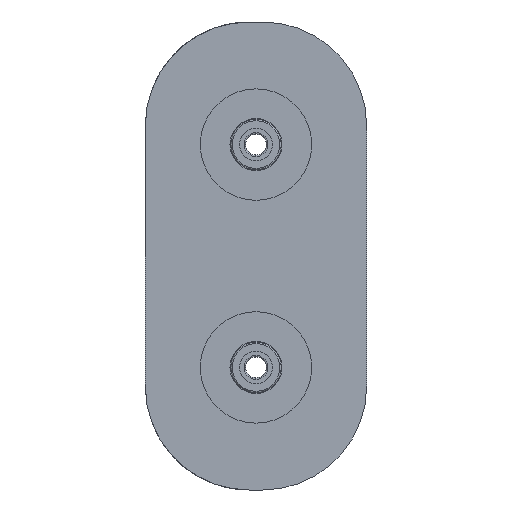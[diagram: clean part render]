
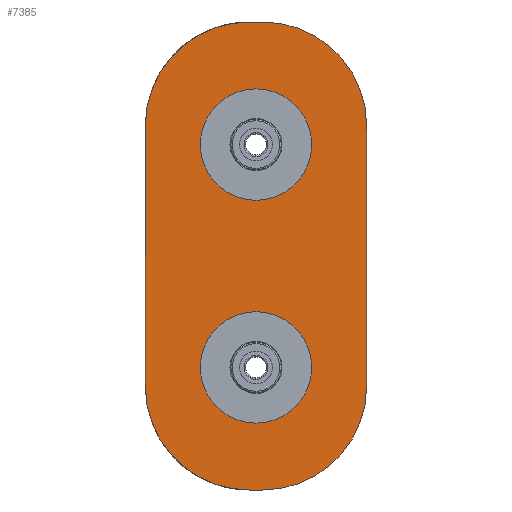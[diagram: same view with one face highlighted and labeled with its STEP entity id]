
A CAD part, left-side view. The second image highlights one B-rep face of the part: STEP entity #7385.
In plain terms, the highlighted planar face has unit normal (-1, 0, 0).
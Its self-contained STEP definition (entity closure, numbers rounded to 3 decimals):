
#56 = CARTESIAN_POINT ( 'NONE',  ( -54.2, 0., -8.75 ) ) ;
#220 = CIRCLE ( 'NONE', #11298, 7. ) ;
#280 = EDGE_LOOP ( 'NONE', ( #4715, #6826 ) ) ;
#341 = CARTESIAN_POINT ( 'NONE',  ( -54.2, 7.45, 3.75 ) ) ;
#422 = ORIENTED_EDGE ( 'NONE', *, *, #7357, .F. ) ;
#441 = CARTESIAN_POINT ( 'NONE',  ( -54.2, 7.9, -8.75 ) ) ;
#544 = CARTESIAN_POINT ( 'NONE',  ( -54.2, 0., 8.75 ) ) ;
#558 = ORIENTED_EDGE ( 'NONE', *, *, #8631, .F. ) ;
#572 = AXIS2_PLACEMENT_3D ( 'NONE', #2543, #7939, #8856 ) ;
#718 = AXIS2_PLACEMENT_3D ( 'NONE', #441, #6901, #3182 ) ;
#1135 = DIRECTION ( 'NONE',  ( 0., 0., 1. ) ) ;
#1288 = EDGE_CURVE ( 'NONE', #9120, #3653, #7004, .T. ) ;
#1324 = DIRECTION ( 'NONE',  ( 0., 0., 1. ) ) ;
#1444 = EDGE_CURVE ( 'NONE', #11054, #10902, #6584, .T. ) ;
#1454 = CARTESIAN_POINT ( 'NONE',  ( -54.2, 7.9, -8.75 ) ) ;
#1478 = CARTESIAN_POINT ( 'NONE',  ( -54.2, 0., 8.75 ) ) ;
#1515 = ORIENTED_EDGE ( 'NONE', *, *, #4079, .F. ) ;
#1684 = FACE_BOUND ( 'NONE', #10160, .T. ) ;
#1850 = DIRECTION ( 'NONE',  ( 0., -1., 0. ) ) ;
#1952 = VECTOR ( 'NONE', #10448, 1000. ) ;
#1969 = CARTESIAN_POINT ( 'NONE',  ( -54.2, 7.9, 15.75 ) ) ;
#2004 = VERTEX_POINT ( 'NONE', #10352 ) ;
#2096 = FACE_OUTER_BOUND ( 'NONE', #6162, .T. ) ;
#2191 = VERTEX_POINT ( 'NONE', #10231 ) ;
#2219 = AXIS2_PLACEMENT_3D ( 'NONE', #10514, #5882, #1324 ) ;
#2221 = PLANE ( 'NONE',  #718 ) ;
#2405 = DIRECTION ( 'NONE',  ( 0., 0., -1. ) ) ;
#2444 = CARTESIAN_POINT ( 'NONE',  ( -54.2, 7.45, -3.75 ) ) ;
#2513 = AXIS2_PLACEMENT_3D ( 'NONE', #4407, #7053, #2580 ) ;
#2530 = DIRECTION ( 'NONE',  ( 1., 0., 0. ) ) ;
#2543 = CARTESIAN_POINT ( 'NONE',  ( -54.2, 7.45, -7.5 ) ) ;
#2580 = DIRECTION ( 'NONE',  ( 0., 0., -1. ) ) ;
#2650 = CARTESIAN_POINT ( 'NONE',  ( -54.2, 7.9, 8.75 ) ) ;
#2701 = DIRECTION ( 'NONE',  ( 0., 0., -1. ) ) ;
#2712 = DIRECTION ( 'NONE',  ( -1., 0., 0. ) ) ;
#2856 = CARTESIAN_POINT ( 'NONE',  ( -54.2, 7., 15.75 ) ) ;
#3182 = DIRECTION ( 'NONE',  ( 0., 0., 1. ) ) ;
#3245 = ORIENTED_EDGE ( 'NONE', *, *, #3484, .F. ) ;
#3347 = CARTESIAN_POINT ( 'NONE',  ( -54.2, 7.9, -15.75 ) ) ;
#3484 = EDGE_CURVE ( 'NONE', #3653, #10357, #8660, .T. ) ;
#3615 = EDGE_CURVE ( 'NONE', #3976, #2004, #5113, .T. ) ;
#3653 = VERTEX_POINT ( 'NONE', #8301 ) ;
#3695 = FACE_BOUND ( 'NONE', #280, .T. ) ;
#3887 = CARTESIAN_POINT ( 'NONE',  ( -54.2, 14.9, 8.75 ) ) ;
#3976 = VERTEX_POINT ( 'NONE', #2444 ) ;
#3987 = DIRECTION ( 'NONE',  ( 0., 0., 1. ) ) ;
#4079 = EDGE_CURVE ( 'NONE', #9836, #9120, #7789, .T. ) ;
#4407 = CARTESIAN_POINT ( 'NONE',  ( -54.2, 7., 8.75 ) ) ;
#4715 = ORIENTED_EDGE ( 'NONE', *, *, #1444, .F. ) ;
#5024 = AXIS2_PLACEMENT_3D ( 'NONE', #8221, #2712, #8263 ) ;
#5113 = CIRCLE ( 'NONE', #572, 3.75 ) ;
#5540 = VECTOR ( 'NONE', #1850, 1000. ) ;
#5641 = CARTESIAN_POINT ( 'NONE',  ( -54.2, 7.45, 7.5 ) ) ;
#5799 = ORIENTED_EDGE ( 'NONE', *, *, #9845, .F. ) ;
#5882 = DIRECTION ( 'NONE',  ( -1., 0., 0. ) ) ;
#5988 = ORIENTED_EDGE ( 'NONE', *, *, #1288, .F. ) ;
#6125 = CIRCLE ( 'NONE', #9909, 7. ) ;
#6162 = EDGE_LOOP ( 'NONE', ( #422, #3245, #5988, #1515, #6818, #7525, #5799, #558 ) ) ;
#6186 = ORIENTED_EDGE ( 'NONE', *, *, #3615, .F. ) ;
#6344 = DIRECTION ( 'NONE',  ( 1., 0., 0. ) ) ;
#6461 = AXIS2_PLACEMENT_3D ( 'NONE', #5641, #11158, #1135 ) ;
#6473 = EDGE_CURVE ( 'NONE', #10902, #11054, #11263, .T. ) ;
#6584 = CIRCLE ( 'NONE', #6461, 3.75 ) ;
#6653 = CIRCLE ( 'NONE', #2513, 7. ) ;
#6818 = ORIENTED_EDGE ( 'NONE', *, *, #10412, .F. ) ;
#6826 = ORIENTED_EDGE ( 'NONE', *, *, #6473, .F. ) ;
#6901 = DIRECTION ( 'NONE',  ( -1., 0., 0. ) ) ;
#7004 = CIRCLE ( 'NONE', #11402, 7. ) ;
#7053 = DIRECTION ( 'NONE',  ( 1., 0., 0. ) ) ;
#7091 = DIRECTION ( 'NONE',  ( 0., 0., 1. ) ) ;
#7357 = EDGE_CURVE ( 'NONE', #10357, #7476, #6125, .T. ) ;
#7385 = ADVANCED_FACE ( 'NONE', ( #1684, #3695, #2096 ), #2221, .T. ) ;
#7476 = VERTEX_POINT ( 'NONE', #10487 ) ;
#7525 = ORIENTED_EDGE ( 'NONE', *, *, #9987, .F. ) ;
#7739 = EDGE_CURVE ( 'NONE', #2004, #3976, #9671, .T. ) ;
#7789 = LINE ( 'NONE', #1478, #8648 ) ;
#7792 = VECTOR ( 'NONE', #3987, 1000. ) ;
#7858 = VERTEX_POINT ( 'NONE', #3887 ) ;
#7939 = DIRECTION ( 'NONE',  ( -1., 0., 0. ) ) ;
#8221 = CARTESIAN_POINT ( 'NONE',  ( -54.2, 7.45, -7.5 ) ) ;
#8263 = DIRECTION ( 'NONE',  ( 0., 0., 1. ) ) ;
#8301 = CARTESIAN_POINT ( 'NONE',  ( -54.2, 7., -15.75 ) ) ;
#8631 = EDGE_CURVE ( 'NONE', #7476, #7858, #11807, .T. ) ;
#8640 = LINE ( 'NONE', #2856, #5540 ) ;
#8648 = VECTOR ( 'NONE', #2405, 1000. ) ;
#8660 = LINE ( 'NONE', #11476, #1952 ) ;
#8856 = DIRECTION ( 'NONE',  ( 0., 0., 1. ) ) ;
#9120 = VERTEX_POINT ( 'NONE', #56 ) ;
#9671 = CIRCLE ( 'NONE', #5024, 3.75 ) ;
#9836 = VERTEX_POINT ( 'NONE', #544 ) ;
#9845 = EDGE_CURVE ( 'NONE', #7858, #10742, #220, .T. ) ;
#9909 = AXIS2_PLACEMENT_3D ( 'NONE', #1454, #10527, #11532 ) ;
#9987 = EDGE_CURVE ( 'NONE', #10742, #2191, #8640, .T. ) ;
#10056 = CARTESIAN_POINT ( 'NONE',  ( -54.2, 7.45, 11.25 ) ) ;
#10160 = EDGE_LOOP ( 'NONE', ( #6186, #10247 ) ) ;
#10231 = CARTESIAN_POINT ( 'NONE',  ( -54.2, 7., 15.75 ) ) ;
#10247 = ORIENTED_EDGE ( 'NONE', *, *, #7739, .F. ) ;
#10352 = CARTESIAN_POINT ( 'NONE',  ( -54.2, 7.45, -11.25 ) ) ;
#10357 = VERTEX_POINT ( 'NONE', #3347 ) ;
#10412 = EDGE_CURVE ( 'NONE', #2191, #9836, #6653, .T. ) ;
#10448 = DIRECTION ( 'NONE',  ( 0., 1., 0. ) ) ;
#10487 = CARTESIAN_POINT ( 'NONE',  ( -54.2, 14.9, -8.75 ) ) ;
#10514 = CARTESIAN_POINT ( 'NONE',  ( -54.2, 7.45, 7.5 ) ) ;
#10527 = DIRECTION ( 'NONE',  ( 1., 0., 0. ) ) ;
#10742 = VERTEX_POINT ( 'NONE', #1969 ) ;
#10902 = VERTEX_POINT ( 'NONE', #341 ) ;
#11054 = VERTEX_POINT ( 'NONE', #10056 ) ;
#11158 = DIRECTION ( 'NONE',  ( -1., 0., 0. ) ) ;
#11222 = CARTESIAN_POINT ( 'NONE',  ( -54.2, 14.9, 8.75 ) ) ;
#11263 = CIRCLE ( 'NONE', #2219, 3.75 ) ;
#11298 = AXIS2_PLACEMENT_3D ( 'NONE', #2650, #2530, #7091 ) ;
#11402 = AXIS2_PLACEMENT_3D ( 'NONE', #11804, #6344, #2701 ) ;
#11476 = CARTESIAN_POINT ( 'NONE',  ( -54.2, 7., -15.75 ) ) ;
#11532 = DIRECTION ( 'NONE',  ( 0., 0., 1. ) ) ;
#11804 = CARTESIAN_POINT ( 'NONE',  ( -54.2, 7., -8.75 ) ) ;
#11807 = LINE ( 'NONE', #11222, #7792 ) ;
